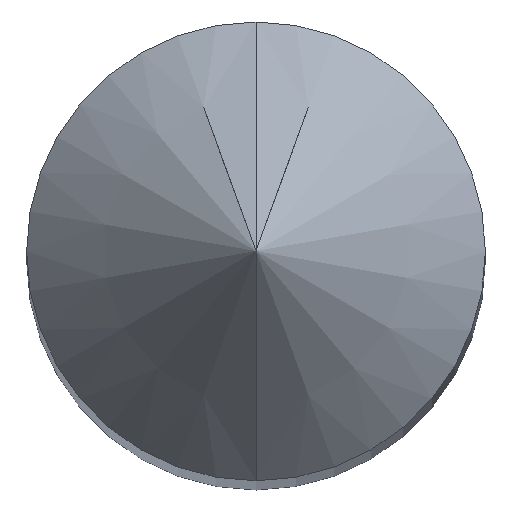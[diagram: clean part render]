
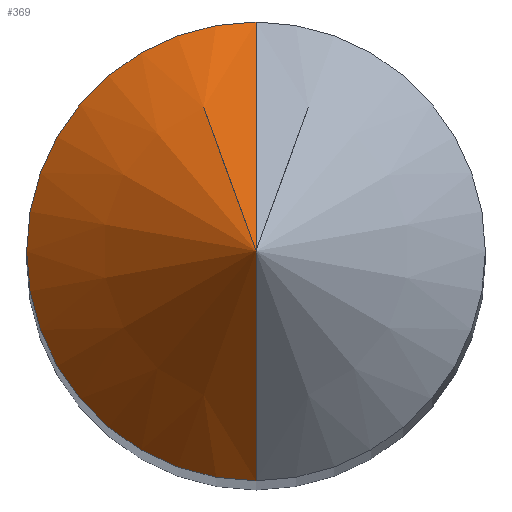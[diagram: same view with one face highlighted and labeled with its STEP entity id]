
A CAD part, top view. The second image highlights one B-rep face of the part: STEP entity #369.
In plain terms, the highlighted conical face has half-angle 45 degrees and reference radius 0.51 mm.
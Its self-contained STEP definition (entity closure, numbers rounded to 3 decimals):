
#103=DIRECTION('',(0.,-0.707,0.707));
#104=VECTOR('',#103,1.414);
#105=CARTESIAN_POINT('',(0.,1.,23.));
#106=LINE('',#105,#104);
#110=DIRECTION('',(0.,0.707,0.707));
#111=VECTOR('',#110,1.414);
#112=CARTESIAN_POINT('',(0.,-1.,23.));
#113=LINE('',#112,#111);
#117=CARTESIAN_POINT('',(0.,0.,23.));
#118=DIRECTION('',(0.,0.,1.));
#119=DIRECTION('',(0.,1.,0.));
#120=AXIS2_PLACEMENT_3D('',#117,#118,#119);
#283=CARTESIAN_POINT('',(0.,1.,23.));
#284=VERTEX_POINT('',#283);
#285=CARTESIAN_POINT('',(0.,-1.,23.));
#286=VERTEX_POINT('',#285);
#287=CARTESIAN_POINT('',(0.,0.,24.));
#288=VERTEX_POINT('',#287);
#357=CARTESIAN_POINT('',(0.,0.,23.49));
#358=DIRECTION('',(0.,0.,-1.));
#359=DIRECTION('',(0.,-1.,0.));
#360=AXIS2_PLACEMENT_3D('',#357,#358,#359);
#361=CONICAL_SURFACE('',#360,0.51,45.);
#363=ORIENTED_EDGE('',*,*,#362,.T.);
#365=ORIENTED_EDGE('',*,*,#364,.F.);
#366=ORIENTED_EDGE('',*,*,#351,.F.);
#367=EDGE_LOOP('',(#363,#365,#366));
#368=FACE_OUTER_BOUND('',#367,.F.);
#121=CIRCLE('',#120,1.);
#351=EDGE_CURVE('',#284,#286,#121,.T.);
#362=EDGE_CURVE('',#284,#288,#106,.T.);
#364=EDGE_CURVE('',#286,#288,#113,.T.);
#369=ADVANCED_FACE('',(#368),#361,.T.);
